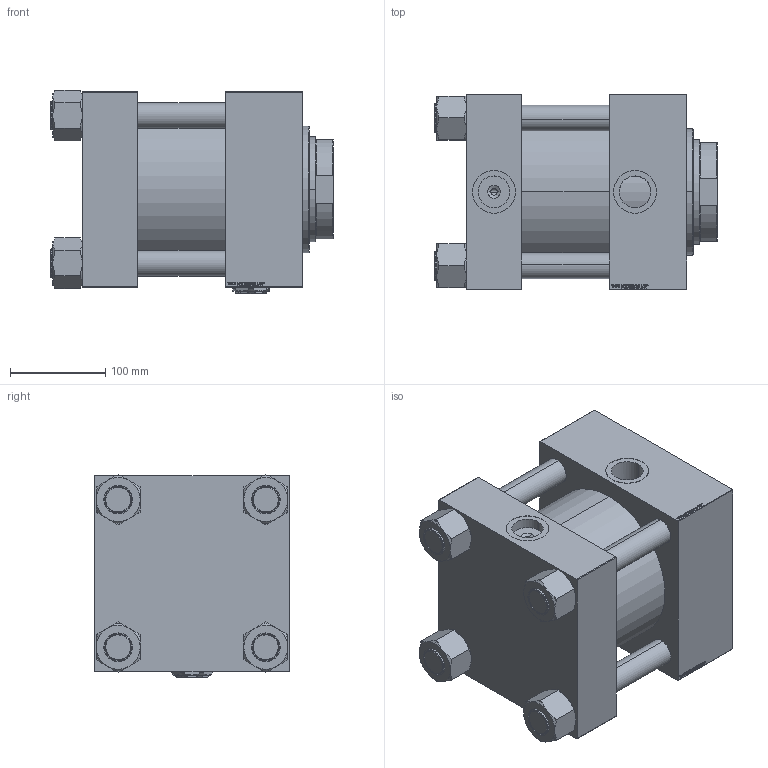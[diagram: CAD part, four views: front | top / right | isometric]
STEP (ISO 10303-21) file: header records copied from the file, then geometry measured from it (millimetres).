
FILE_DESCRIPTION (( 'STEP AP203' ), '1' );
FILE_NAME ('db65.STEP', '2024-01-05T09:15:39', ( '' ), ( '' ), 'SwSTEP 2.0', 'SolidWorks 2019', '' );
FILE_SCHEMA (( 'CONFIG_CONTROL_DESIGN' ));
Length unit declared in the file: millimetre
Products named in the file (7): V215CR_C_TYCINKA 966d12baadcc26e67677cbc4208fea2d; V215CR_VCP_C 966d12baadcc26e67677cbc4208fea2d; NUT_M5_C 966d12baadcc26e67677cbc4208fea2d; Zatka_pro_OIL_PORT 966d12baadcc26e67677cbc4208fea2d; V215CR_C_Body 966d12baadcc26e67677cbc4208fea2d; V215_VC_A 966d12baadcc26e67677cbc4208fea2d; db65
Assembly tree (12 placements, depth 2):
  db65
    V215CR_C_Body 966d12baadcc26e67677cbc4208fea2d
    V215CR_VCP_C 966d12baadcc26e67677cbc4208fea2d
    NUT_M5_C 966d12baadcc26e67677cbc4208fea2d  x4
    V215CR_C_TYCINKA 966d12baadcc26e67677cbc4208fea2d  x4
    V215_VC_A 966d12baadcc26e67677cbc4208fea2d
    Zatka_pro_OIL_PORT 966d12baadcc26e67677cbc4208fea2d
Bounding box: 296 x 205 x 213.57 mm (x, y, z)
Volume: 7620539.9 mm3; surface area: 726425.2 mm2
Topology: 12 solids, 12 shells, 1243 faces, 3143 edges, 2043 vertices
Faces by surface type: plane 597, bspline 392, cone 156, cylinder 90, torus 8
Entity records: 52522 total; most frequent: CARTESIAN_POINT 27907, ORIENTED_EDGE 5550, DIRECTION 3579, EDGE_CURVE 2775, VERTEX_POINT 1821, LINE 1641, VECTOR 1641, EDGE_LOOP 1220
